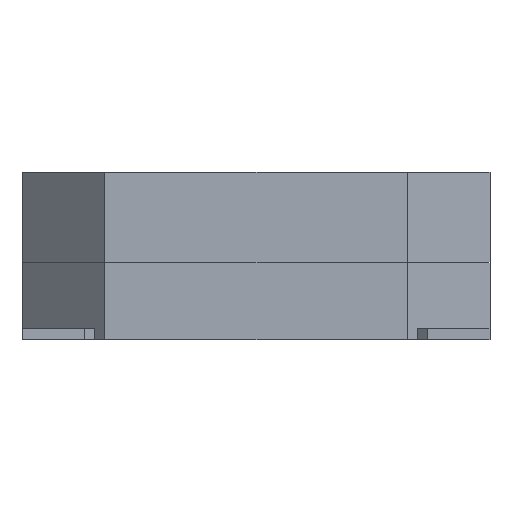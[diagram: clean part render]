
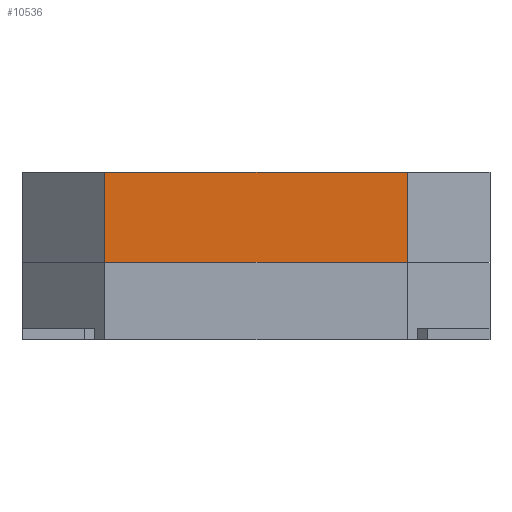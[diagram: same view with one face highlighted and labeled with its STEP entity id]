
A CAD part, left-side view. The second image highlights one B-rep face of the part: STEP entity #10536.
In plain terms, the highlighted planar face has unit normal (-1, 0, 0).
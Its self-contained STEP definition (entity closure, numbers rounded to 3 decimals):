
#9362 = PLANE('',#9363);
#9363 = AXIS2_PLACEMENT_3D('',#9364,#9365,#9366);
#9364 = CARTESIAN_POINT('',(-4.25,2.75,0.));
#9365 = DIRECTION('',(-0.707,0.707,0.));
#9366 = DIRECTION('',(0.707,0.707,0.));
#9390 = PLANE('',#9391);
#9391 = AXIS2_PLACEMENT_3D('',#9392,#9393,#9394);
#9392 = CARTESIAN_POINT('',(0.,0.,1.64)
  );
#9393 = DIRECTION('',(-0.,-0.,-1.));
#9394 = DIRECTION('',(-1.,0.,0.));
#9444 = PLANE('',#9445);
#9445 = AXIS2_PLACEMENT_3D('',#9446,#9447,#9448);
#9446 = CARTESIAN_POINT('',(0.,0.,0.));
#9447 = DIRECTION('',(-0.,-0.,-1.));
#9448 = DIRECTION('',(-1.,0.,0.));
#9459 = EDGE_CURVE('',#9460,#9462,#9464,.T.);
#9460 = VERTEX_POINT('',#9461);
#9461 = CARTESIAN_POINT('',(-4.25,2.75,0.));
#9462 = VERTEX_POINT('',#9463);
#9463 = CARTESIAN_POINT('',(-4.25,2.75,1.64));
#9464 = SURFACE_CURVE('',#9465,(#9469,#9476),.PCURVE_S1.);
#9465 = LINE('',#9466,#9467);
#9466 = CARTESIAN_POINT('',(-4.25,2.75,0.));
#9467 = VECTOR('',#9468,1.);
#9468 = DIRECTION('',(0.,0.,1.));
#9469 = PCURVE('',#9362,#9470);
#9470 = DEFINITIONAL_REPRESENTATION('',(#9471),#9475);
#9471 = LINE('',#9472,#9473);
#9472 = CARTESIAN_POINT('',(0.,0.));
#9473 = VECTOR('',#9474,1.);
#9474 = DIRECTION('',(0.,-1.));
#9475 = ( GEOMETRIC_REPRESENTATION_CONTEXT(2) 
PARAMETRIC_REPRESENTATION_CONTEXT() REPRESENTATION_CONTEXT('2D SPACE',''
  ) );
#9476 = PCURVE('',#9477,#9482);
#9477 = PLANE('',#9478);
#9478 = AXIS2_PLACEMENT_3D('',#9479,#9480,#9481);
#9479 = CARTESIAN_POINT('',(-4.25,-2.75,0.));
#9480 = DIRECTION('',(-1.,0.,0.));
#9481 = DIRECTION('',(0.,1.,0.));
#9482 = DEFINITIONAL_REPRESENTATION('',(#9483),#9487);
#9483 = LINE('',#9484,#9485);
#9484 = CARTESIAN_POINT('',(5.5,0.));
#9485 = VECTOR('',#9486,1.);
#9486 = DIRECTION('',(0.,-1.));
#9487 = ( GEOMETRIC_REPRESENTATION_CONTEXT(2) 
PARAMETRIC_REPRESENTATION_CONTEXT() REPRESENTATION_CONTEXT('2D SPACE',''
  ) );
#10249 = VERTEX_POINT('',#10250);
#10250 = CARTESIAN_POINT('',(-4.25,-2.75,0.));
#10264 = PLANE('',#10265);
#10265 = AXIS2_PLACEMENT_3D('',#10266,#10267,#10268);
#10266 = CARTESIAN_POINT('',(-2.75,-4.25,0.));
#10267 = DIRECTION('',(-0.707,-0.707,0.));
#10268 = DIRECTION('',(-0.707,0.707,0.));
#10276 = EDGE_CURVE('',#10249,#9460,#10277,.T.);
#10277 = SURFACE_CURVE('',#10278,(#10282,#10289),.PCURVE_S1.);
#10278 = LINE('',#10279,#10280);
#10279 = CARTESIAN_POINT('',(-4.25,-2.75,0.));
#10280 = VECTOR('',#10281,1.);
#10281 = DIRECTION('',(0.,1.,0.));
#10282 = PCURVE('',#9444,#10283);
#10283 = DEFINITIONAL_REPRESENTATION('',(#10284),#10288);
#10284 = LINE('',#10285,#10286);
#10285 = CARTESIAN_POINT('',(4.25,-2.75));
#10286 = VECTOR('',#10287,1.);
#10287 = DIRECTION('',(0.,1.));
#10288 = ( GEOMETRIC_REPRESENTATION_CONTEXT(2) 
PARAMETRIC_REPRESENTATION_CONTEXT() REPRESENTATION_CONTEXT('2D SPACE',''
  ) );
#10289 = PCURVE('',#9477,#10290);
#10290 = DEFINITIONAL_REPRESENTATION('',(#10291),#10295);
#10291 = LINE('',#10292,#10293);
#10292 = CARTESIAN_POINT('',(0.,0.));
#10293 = VECTOR('',#10294,1.);
#10294 = DIRECTION('',(1.,0.));
#10295 = ( GEOMETRIC_REPRESENTATION_CONTEXT(2) 
PARAMETRIC_REPRESENTATION_CONTEXT() REPRESENTATION_CONTEXT('2D SPACE',''
  ) );
#10372 = VERTEX_POINT('',#10373);
#10373 = CARTESIAN_POINT('',(-4.25,-2.75,1.64));
#10394 = EDGE_CURVE('',#10372,#9462,#10395,.T.);
#10395 = SURFACE_CURVE('',#10396,(#10400,#10407),.PCURVE_S1.);
#10396 = LINE('',#10397,#10398);
#10397 = CARTESIAN_POINT('',(-4.25,-2.75,1.64));
#10398 = VECTOR('',#10399,1.);
#10399 = DIRECTION('',(0.,1.,0.));
#10400 = PCURVE('',#9390,#10401);
#10401 = DEFINITIONAL_REPRESENTATION('',(#10402),#10406);
#10402 = LINE('',#10403,#10404);
#10403 = CARTESIAN_POINT('',(4.25,-2.75));
#10404 = VECTOR('',#10405,1.);
#10405 = DIRECTION('',(0.,1.));
#10406 = ( GEOMETRIC_REPRESENTATION_CONTEXT(2) 
PARAMETRIC_REPRESENTATION_CONTEXT() REPRESENTATION_CONTEXT('2D SPACE',''
  ) );
#10407 = PCURVE('',#9477,#10408);
#10408 = DEFINITIONAL_REPRESENTATION('',(#10409),#10413);
#10409 = LINE('',#10410,#10411);
#10410 = CARTESIAN_POINT('',(0.,-1.64));
#10411 = VECTOR('',#10412,1.);
#10412 = DIRECTION('',(1.,0.));
#10413 = ( GEOMETRIC_REPRESENTATION_CONTEXT(2) 
PARAMETRIC_REPRESENTATION_CONTEXT() REPRESENTATION_CONTEXT('2D SPACE',''
  ) );
#10536 = ADVANCED_FACE('',(#10537),#9477,.T.);
#10537 = FACE_BOUND('',#10538,.T.);
#10538 = EDGE_LOOP('',(#10539,#10560,#10561,#10562));
#10539 = ORIENTED_EDGE('',*,*,#10540,.T.);
#10540 = EDGE_CURVE('',#10249,#10372,#10541,.T.);
#10541 = SURFACE_CURVE('',#10542,(#10546,#10553),.PCURVE_S1.);
#10542 = LINE('',#10543,#10544);
#10543 = CARTESIAN_POINT('',(-4.25,-2.75,0.));
#10544 = VECTOR('',#10545,1.);
#10545 = DIRECTION('',(0.,0.,1.));
#10546 = PCURVE('',#9477,#10547);
#10547 = DEFINITIONAL_REPRESENTATION('',(#10548),#10552);
#10548 = LINE('',#10549,#10550);
#10549 = CARTESIAN_POINT('',(0.,0.));
#10550 = VECTOR('',#10551,1.);
#10551 = DIRECTION('',(0.,-1.));
#10552 = ( GEOMETRIC_REPRESENTATION_CONTEXT(2) 
PARAMETRIC_REPRESENTATION_CONTEXT() REPRESENTATION_CONTEXT('2D SPACE',''
  ) );
#10553 = PCURVE('',#10264,#10554);
#10554 = DEFINITIONAL_REPRESENTATION('',(#10555),#10559);
#10555 = LINE('',#10556,#10557);
#10556 = CARTESIAN_POINT('',(2.121,0.));
#10557 = VECTOR('',#10558,1.);
#10558 = DIRECTION('',(0.,-1.));
#10559 = ( GEOMETRIC_REPRESENTATION_CONTEXT(2) 
PARAMETRIC_REPRESENTATION_CONTEXT() REPRESENTATION_CONTEXT('2D SPACE',''
  ) );
#10560 = ORIENTED_EDGE('',*,*,#10394,.T.);
#10561 = ORIENTED_EDGE('',*,*,#9459,.F.);
#10562 = ORIENTED_EDGE('',*,*,#10276,.F.);
